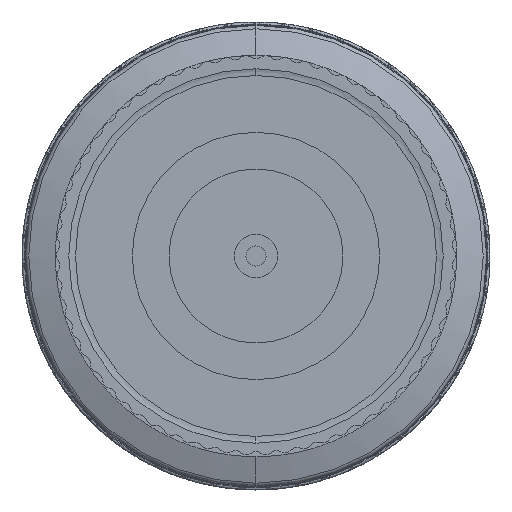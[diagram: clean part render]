
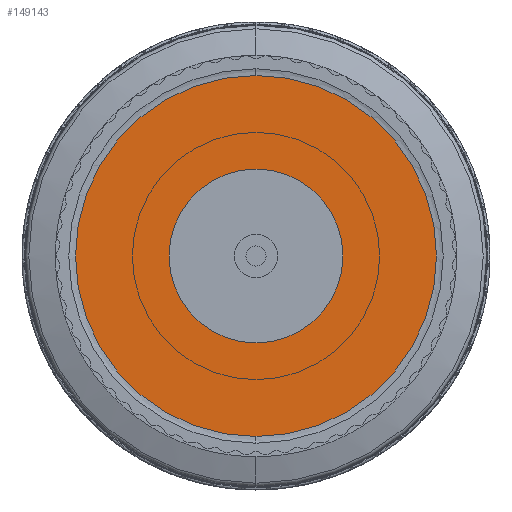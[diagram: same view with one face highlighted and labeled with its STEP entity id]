
A CAD part, front view. The second image highlights one B-rep face of the part: STEP entity #149143.
In plain terms, the highlighted planar face has unit normal (0, 1, 0).
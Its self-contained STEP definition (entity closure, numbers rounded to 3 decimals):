
#3222 = ORIENTED_EDGE ( 'NONE', *, *, #260153, .T. ) ;
#12217 = DIRECTION ( 'NONE',  ( 0., 0., -1. ) ) ;
#28924 = AXIS2_PLACEMENT_3D ( 'NONE', #85774, #91135, #159415 ) ;
#34855 = ORIENTED_EDGE ( 'NONE', *, *, #151562, .F. ) ;
#45042 = CARTESIAN_POINT ( 'NONE',  ( 0., -256., 0. ) ) ;
#51586 = VERTEX_POINT ( 'NONE', #56381 ) ;
#54650 = CARTESIAN_POINT ( 'NONE',  ( 0., -256., 0. ) ) ;
#56381 = CARTESIAN_POINT ( 'NONE',  ( 0., -256., -26. ) ) ;
#56417 = AXIS2_PLACEMENT_3D ( 'NONE', #45042, #241339, #180103 ) ;
#65880 = CARTESIAN_POINT ( 'NONE',  ( 0., -256., 26. ) ) ;
#70050 = DIRECTION ( 'NONE',  ( 0., 0., -1. ) ) ;
#70827 = CIRCLE ( 'NONE', #80168, 54. ) ;
#80168 = AXIS2_PLACEMENT_3D ( 'NONE', #87539, #132578, #70050 ) ;
#85774 = CARTESIAN_POINT ( 'NONE',  ( 54., -256., 0. ) ) ;
#87539 = CARTESIAN_POINT ( 'NONE',  ( 0., -256., 0. ) ) ;
#91135 = DIRECTION ( 'NONE',  ( 0., 1., 0. ) ) ;
#96531 = CARTESIAN_POINT ( 'NONE',  ( 0., -256., -54. ) ) ;
#110313 = VERTEX_POINT ( 'NONE', #65880 ) ;
#132578 = DIRECTION ( 'NONE',  ( 0., -1., 0. ) ) ;
#132908 = CIRCLE ( 'NONE', #248939, 54. ) ;
#134681 = EDGE_CURVE ( 'NONE', #253065, #258706, #132908, .T. ) ;
#139061 = FACE_OUTER_BOUND ( 'NONE', #275170, .T. ) ;
#139113 = AXIS2_PLACEMENT_3D ( 'NONE', #54650, #282806, #210153 ) ;
#145931 = CARTESIAN_POINT ( 'NONE',  ( 0., -256., 0. ) ) ;
#149143 = ADVANCED_FACE ( 'NONE', ( #226331, #139061 ), #181181, .T. ) ;
#151562 = EDGE_CURVE ( 'NONE', #258706, #253065, #70827, .T. ) ;
#153352 = ORIENTED_EDGE ( 'NONE', *, *, #134681, .F. ) ;
#155092 = ORIENTED_EDGE ( 'NONE', *, *, #193201, .T. ) ;
#159415 = DIRECTION ( 'NONE',  ( 0., 0., 1. ) ) ;
#171447 = CIRCLE ( 'NONE', #139113, 26. ) ;
#180103 = DIRECTION ( 'NONE',  ( 0., 0., -1. ) ) ;
#181181 = PLANE ( 'NONE',  #28924 ) ;
#193201 = EDGE_CURVE ( 'NONE', #110313, #51586, #232827, .T. ) ;
#210153 = DIRECTION ( 'NONE',  ( 0., 0., -1. ) ) ;
#211359 = DIRECTION ( 'NONE',  ( 0., -1., 0. ) ) ;
#226331 = FACE_BOUND ( 'NONE', #250381, .T. ) ;
#232827 = CIRCLE ( 'NONE', #56417, 26. ) ;
#241339 = DIRECTION ( 'NONE',  ( 0., -1., 0. ) ) ;
#248939 = AXIS2_PLACEMENT_3D ( 'NONE', #145931, #211359, #12217 ) ;
#250381 = EDGE_LOOP ( 'NONE', ( #3222, #155092 ) ) ;
#251569 = CARTESIAN_POINT ( 'NONE',  ( 0., -256., 54. ) ) ;
#253065 = VERTEX_POINT ( 'NONE', #96531 ) ;
#258706 = VERTEX_POINT ( 'NONE', #251569 ) ;
#260153 = EDGE_CURVE ( 'NONE', #51586, #110313, #171447, .T. ) ;
#275170 = EDGE_LOOP ( 'NONE', ( #153352, #34855 ) ) ;
#282806 = DIRECTION ( 'NONE',  ( 0., -1., 0. ) ) ;
